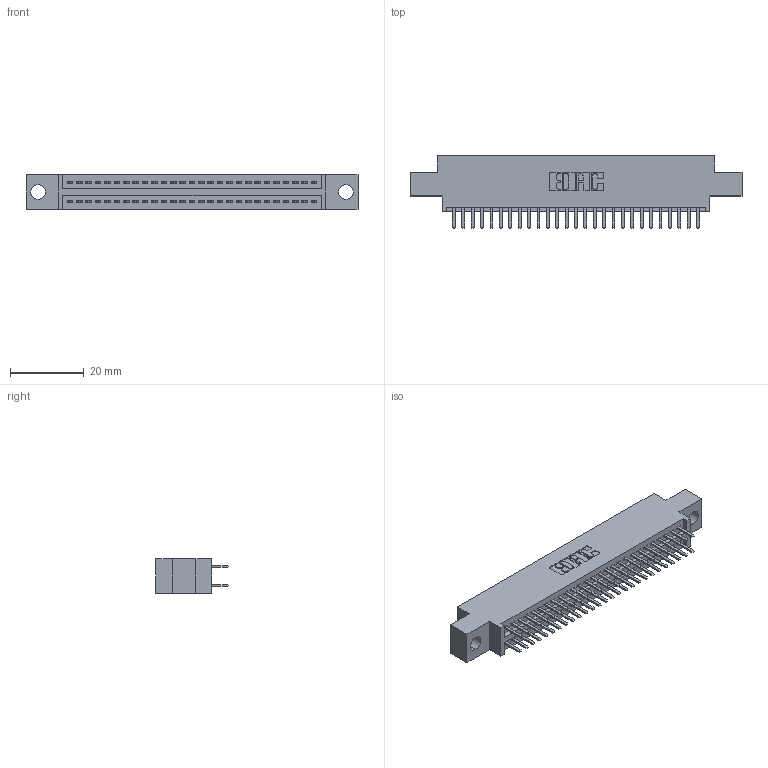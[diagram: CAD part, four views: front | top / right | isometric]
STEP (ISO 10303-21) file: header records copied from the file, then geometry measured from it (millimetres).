
FILE_DESCRIPTION (( 'STEP AP203' ), '1' );
FILE_NAME ('395-054-520-804.STEP', '2018-11-21T06:30:21', ( '' ), ( '' ), 'SwSTEP 2.0', 'SolidWorks 2016', '' );
FILE_SCHEMA (( 'CONFIG_CONTROL_DESIGN' ));
Length unit declared in the file: inch
Products named in the file (3): 345 Part_0.170 Offset - 0.156 Dia-TH; 345-292-001_345-293-120; 395-054-520-804
Assembly tree (55 placements, depth 2):
  395-054-520-804
    345 Part_0.170 Offset - 0.156 Dia-TH
    345-292-001_345-293-120  x54
Bounding box: 89.79 x 19.68 x 9.4 mm (x, y, z)
Volume: 8358 mm3; surface area: 11972.1 mm2
Topology: 55 solids, 55 shells, 3046 faces, 8831 edges, 5742 vertices
Faces by surface type: plane 1974, cylinder 1072
Entity records: 23453 total; most frequent: CARTESIAN_POINT 3960, ORIENTED_EDGE 3882, DIRECTION 3497, EDGE_CURVE 1941, LINE 1697, VECTOR 1697, VERTEX_POINT 1290, AXIS2_PLACEMENT_3D 900
